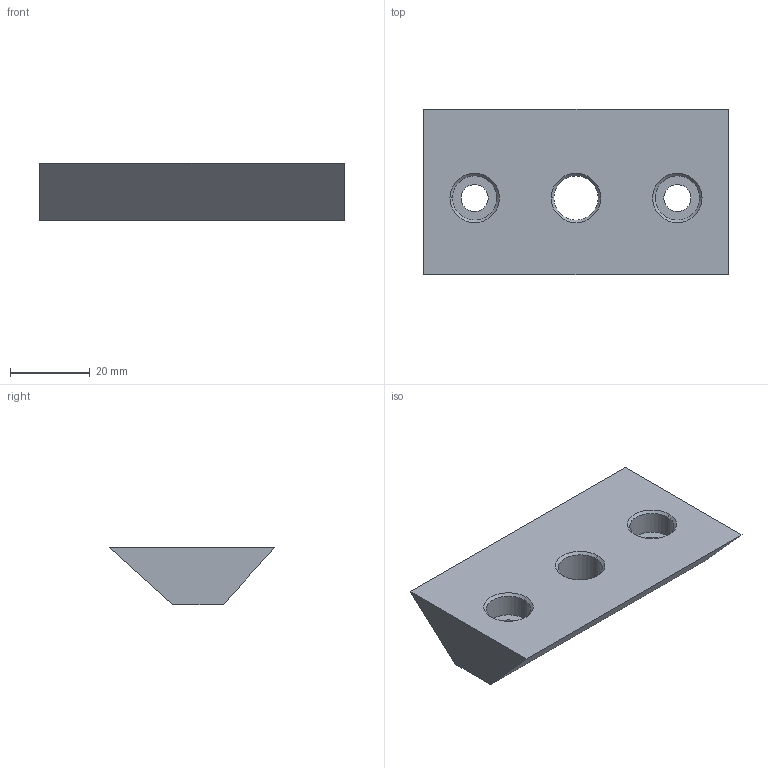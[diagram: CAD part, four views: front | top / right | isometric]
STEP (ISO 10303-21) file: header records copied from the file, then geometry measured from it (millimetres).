
FILE_DESCRIPTION (( 'STEP AP214' ), '1' );
FILE_NAME ('100201.STEP', '2025-08-24T21:03:59', ( '' ), ( '' ), 'SwSTEP 2.0', 'SolidWorks 2025', '' );
FILE_SCHEMA (( 'AUTOMOTIVE_DESIGN' ));
Length unit declared in the file: inch
Products named in the file (1): 100201
Bounding box: 76.2 x 41.45 x 14.3 mm (x, y, z)
Volume: 26272.6 mm3; surface area: 8872.8 mm2
Topology: 1 solids, 1 shells, 31 faces, 69 edges, 42 vertices
Faces by surface type: cone 12, cylinder 10, plane 9
Entity records: 898 total; most frequent: DIRECTION 165, CARTESIAN_POINT 143, ORIENTED_EDGE 138, EDGE_CURVE 69, AXIS2_PLACEMENT_3D 64, VERTEX_POINT 42, EDGE_LOOP 39, VECTOR 37
